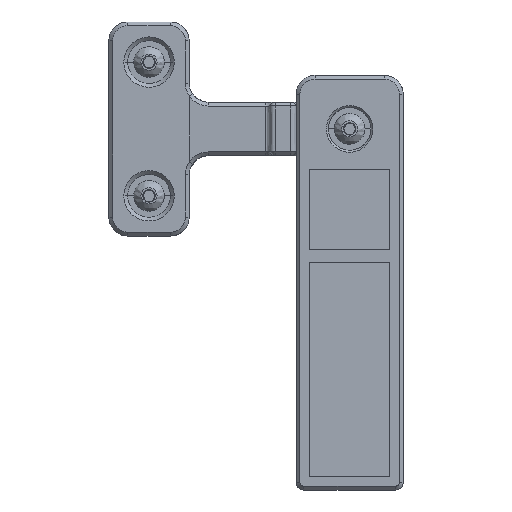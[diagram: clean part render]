
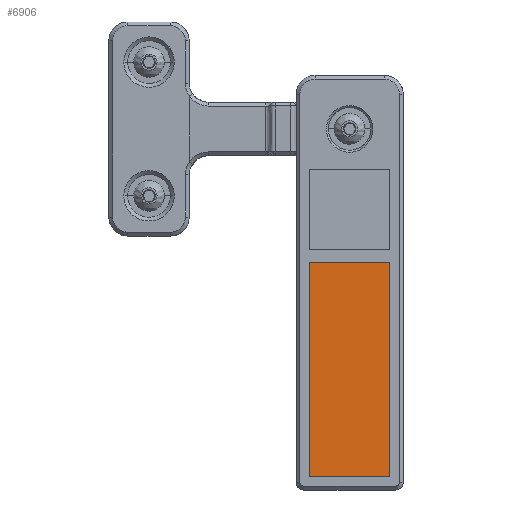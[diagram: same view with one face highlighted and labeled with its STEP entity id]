
A CAD part, top view. The second image highlights one B-rep face of the part: STEP entity #6906.
In plain terms, the highlighted free-form (B-spline) face has degree [1, 1] with [2, 2] control points.
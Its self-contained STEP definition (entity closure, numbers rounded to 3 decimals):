
#190=B_SPLINE_SURFACE_WITH_KNOTS('',1,1,((#12227,#12228),(#12229,#12230)),
 .UNSPECIFIED.,.F.,.F.,.F.,(2,2),(2,2),(0.,1.),(0.,1.),.UNSPECIFIED.);
#397=FACE_OUTER_BOUND('',#867,.T.);
#867=EDGE_LOOP('',(#4859,#4860,#4861,#4862));
#1754=(
BOUNDED_CURVE()
B_SPLINE_CURVE(1,(#12201,#12202),.UNSPECIFIED.,.F.,.F.)
B_SPLINE_CURVE_WITH_KNOTS((2,2),(0.,1.),.UNSPECIFIED.)
CURVE()
GEOMETRIC_REPRESENTATION_ITEM()
RATIONAL_B_SPLINE_CURVE((1.,1.))
REPRESENTATION_ITEM('')
);
#1756=(
BOUNDED_CURVE()
B_SPLINE_CURVE(1,(#12211,#12212),.UNSPECIFIED.,.F.,.F.)
B_SPLINE_CURVE_WITH_KNOTS((2,2),(0.,1.),.UNSPECIFIED.)
CURVE()
GEOMETRIC_REPRESENTATION_ITEM()
RATIONAL_B_SPLINE_CURVE((1.,1.))
REPRESENTATION_ITEM('')
);
#1758=(
BOUNDED_CURVE()
B_SPLINE_CURVE(1,(#12219,#12220),.UNSPECIFIED.,.F.,.F.)
B_SPLINE_CURVE_WITH_KNOTS((2,2),(0.,1.),.UNSPECIFIED.)
CURVE()
GEOMETRIC_REPRESENTATION_ITEM()
RATIONAL_B_SPLINE_CURVE((1.,1.))
REPRESENTATION_ITEM('')
);
#1759=(
BOUNDED_CURVE()
B_SPLINE_CURVE(1,(#12225,#12226),.UNSPECIFIED.,.F.,.F.)
B_SPLINE_CURVE_WITH_KNOTS((2,2),(0.,1.),.UNSPECIFIED.)
CURVE()
GEOMETRIC_REPRESENTATION_ITEM()
RATIONAL_B_SPLINE_CURVE((1.,1.))
REPRESENTATION_ITEM('')
);
#2542=VERTEX_POINT('',#12195);
#2543=VERTEX_POINT('',#12198);
#2544=VERTEX_POINT('',#12207);
#2545=VERTEX_POINT('',#12210);
#3394=EDGE_CURVE('',#2542,#2543,#1754,.T.);
#3396=EDGE_CURVE('',#2545,#2544,#1756,.T.);
#3398=EDGE_CURVE('',#2543,#2545,#1758,.T.);
#3399=EDGE_CURVE('',#2544,#2542,#1759,.T.);
#4859=ORIENTED_EDGE('',*,*,#3398,.T.);
#4860=ORIENTED_EDGE('',*,*,#3396,.T.);
#4861=ORIENTED_EDGE('',*,*,#3399,.T.);
#4862=ORIENTED_EDGE('',*,*,#3394,.T.);
#6906=ADVANCED_FACE('',(#397),#190,.T.);
#12195=CARTESIAN_POINT('',(-92.5,80.,227.));
#12198=CARTESIAN_POINT('',(-107.5,80.,227.));
#12201=CARTESIAN_POINT('Ctrl Pts',(-92.5,80.,227.));
#12202=CARTESIAN_POINT('Ctrl Pts',(-107.5,80.,227.));
#12207=CARTESIAN_POINT('',(-92.5,40.,227.));
#12210=CARTESIAN_POINT('',(-107.5,40.,227.));
#12211=CARTESIAN_POINT('Ctrl Pts',(-107.5,40.,227.));
#12212=CARTESIAN_POINT('Ctrl Pts',(-92.5,40.,227.));
#12219=CARTESIAN_POINT('Ctrl Pts',(-107.5,80.,227.));
#12220=CARTESIAN_POINT('Ctrl Pts',(-107.5,40.,227.));
#12225=CARTESIAN_POINT('Ctrl Pts',(-92.5,40.,227.));
#12226=CARTESIAN_POINT('Ctrl Pts',(-92.5,80.,227.));
#12227=CARTESIAN_POINT('Ctrl Pts',(-107.5,80.,227.));
#12228=CARTESIAN_POINT('Ctrl Pts',(-92.5,80.,227.));
#12229=CARTESIAN_POINT('Ctrl Pts',(-107.5,40.,227.));
#12230=CARTESIAN_POINT('Ctrl Pts',(-92.5,40.,227.));
